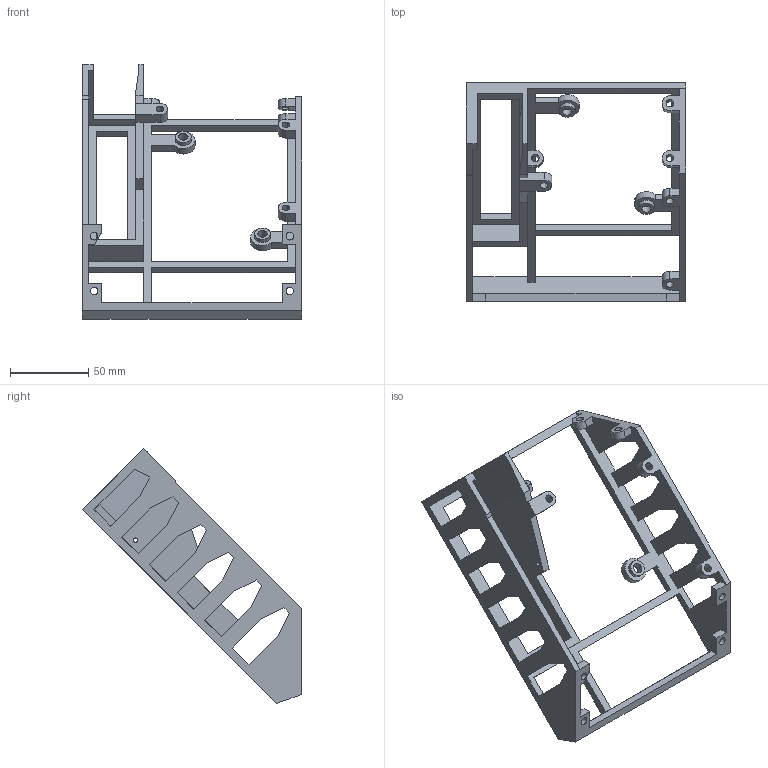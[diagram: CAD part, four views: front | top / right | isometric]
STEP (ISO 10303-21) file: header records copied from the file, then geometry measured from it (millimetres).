
FILE_DESCRIPTION(/* description */ ('STEP AP242','CAx-IF Rec.Pracs.---Representation and Presentation of Product Manufacturing Information (PMI)---4.0---2014-10-13','CAx-IF Rec.Pracs.---3D Tessellated Geometry---0.4---2014-09-14','2;1'),/* implementation_level */ '2;1');
FILE_NAME(/* name */ '67b0c88be648b72a1ce1636c',/* time_stamp */ '2025-02-15T17:02:03Z',/* author */ (''),/* organization */ (''),/* preprocessor_version */ 'ST-DEVELOPER v20',/* originating_system */ 'ONSHAPE BY PTC INC, 1.193',/* authorisation */ ' ');
FILE_SCHEMA (('AP242_MANAGED_MODEL_BASED_3D_ENGINEERING_MIM_LF { 1 0 10303 442 1 1 4 }'));
Length unit declared in the file: metre
Products named in the file (1): Part 1
Bounding box: 139.9 x 139.35 x 162.63 mm (x, y, z)
Volume: 108665.9 mm3; surface area: 65015.4 mm2
Topology: 1 solids, 1 shells, 169 faces, 529 edges, 351 vertices
Faces by surface type: plane 143, cylinder 26
Full cylindrical faces by diameter (mm): 2.75 x2, 4.9 x10, 6 x2, 9.5 x2, 10 x2
Entity records: 5800 total; most frequent: CARTESIAN_POINT 1022, ORIENTED_EDGE 1012, DIRECTION 900, EDGE_CURVE 506, LINE 452, VECTOR 452, VERTEX_POINT 346, EDGE_LOOP 234
